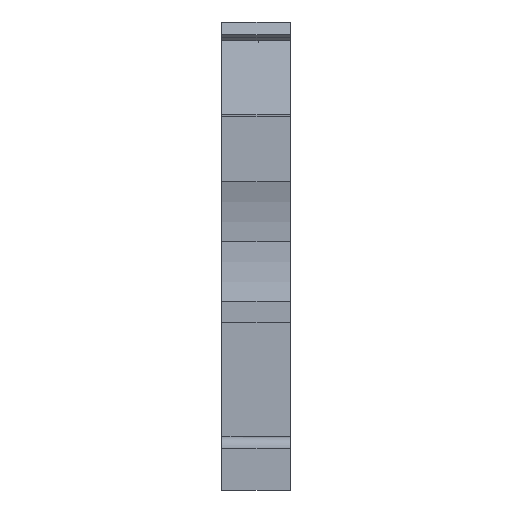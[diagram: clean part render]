
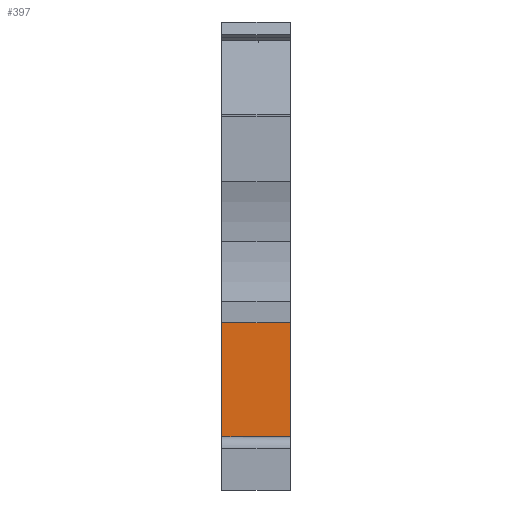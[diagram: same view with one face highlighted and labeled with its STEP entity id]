
A CAD part, front view. The second image highlights one B-rep face of the part: STEP entity #397.
In plain terms, the highlighted planar face has unit normal (0, -1, 0).
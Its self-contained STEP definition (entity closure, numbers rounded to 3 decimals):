
#397=ADVANCED_FACE('',(#1039),#1040,.T.);
#1039=FACE_OUTER_BOUND('',#1932,.T.);
#1040=PLANE('',#1933);
#1932=EDGE_LOOP('',(#3195,#3196,#3197,#3198,#3199,#3200));
#1933=AXIS2_PLACEMENT_3D('',#3201,#3202,#3203);
#3195=ORIENTED_EDGE('',*,*,#5836,.F.);
#3196=ORIENTED_EDGE('',*,*,#5770,.F.);
#3197=ORIENTED_EDGE('',*,*,#5834,.T.);
#3198=ORIENTED_EDGE('',*,*,#5832,.T.);
#3199=ORIENTED_EDGE('',*,*,#5825,.F.);
#3200=ORIENTED_EDGE('',*,*,#5737,.T.);
#3201=CARTESIAN_POINT('',(5.15,3.6,5.));
#3202=DIRECTION('',(0.,-1.0,0.));
#3203=DIRECTION('',(1.0,0.,0.));
#5737=EDGE_CURVE('',#7044,#7042,#7045,.T.);
#5770=EDGE_CURVE('',#7097,#7099,#7100,.T.);
#5825=EDGE_CURVE('',#7044,#7200,#7201,.T.);
#5832=EDGE_CURVE('',#7208,#7200,#7210,.T.);
#5834=EDGE_CURVE('',#7097,#7208,#7212,.T.);
#5836=EDGE_CURVE('',#7099,#7042,#7214,.T.);
#7042=VERTEX_POINT('',#9889);
#7044=VERTEX_POINT('',#9892);
#7045=LINE('',#9893,#9894);
#7097=VERTEX_POINT('',#9967);
#7099=VERTEX_POINT('',#9970);
#7100=LINE('',#9971,#9972);
#7200=VERTEX_POINT('',#10117);
#7201=LINE('',#10118,#10119);
#7208=VERTEX_POINT('',#10129);
#7210=LINE('',#10132,#10133);
#7212=LINE('',#10135,#10136);
#7214=LINE('',#10138,#10139);
#9889=CARTESIAN_POINT('',(5.15,3.6,12.6));
#9892=CARTESIAN_POINT('',(5.15,3.6,1.5));
#9893=CARTESIAN_POINT('',(5.15,3.6,4.265));
#9894=VECTOR('',#14174,1.0);
#9967=CARTESIAN_POINT('',(0.,3.6,4.));
#9970=CARTESIAN_POINT('',(0.0,3.6,12.6));
#9971=CARTESIAN_POINT('',(0.,3.6,4.265));
#9972=VECTOR('',#14215,1.0);
#10117=CARTESIAN_POINT('',(1.,3.6,1.5));
#10118=CARTESIAN_POINT('',(5.15,3.6,1.5));
#10119=VECTOR('',#14282,1.0);
#10129=CARTESIAN_POINT('',(1.,3.6,4.));
#10132=CARTESIAN_POINT('',(1.,3.6,4.265));
#10133=VECTOR('',#14287,1.0);
#10135=CARTESIAN_POINT('',(5.15,3.6,4.));
#10136=VECTOR('',#14288,1.0);
#10138=CARTESIAN_POINT('',(5.15,3.6,12.6));
#10139=VECTOR('',#14289,1.0);
#14174=DIRECTION('',(0.,0.,1.0));
#14215=DIRECTION('',(0.,0.,1.0));
#14282=DIRECTION('',(-1.0,0.,0.));
#14287=DIRECTION('',(0.,0.,-1.0));
#14288=DIRECTION('',(1.0,0.,0.));
#14289=DIRECTION('',(1.0,0.,0.));
